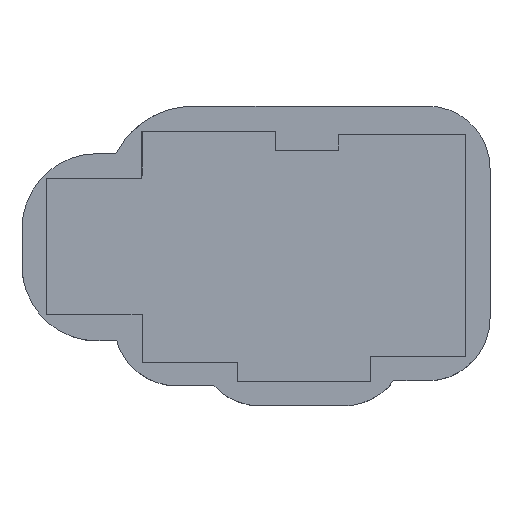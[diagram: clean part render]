
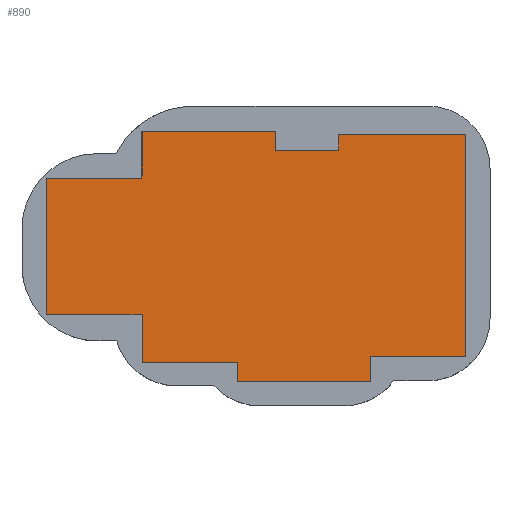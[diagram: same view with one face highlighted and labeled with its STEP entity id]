
A CAD part, top view. The second image highlights one B-rep face of the part: STEP entity #890.
In plain terms, the highlighted planar face has unit normal (0, 0, 1).
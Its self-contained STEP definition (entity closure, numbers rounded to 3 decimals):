
#64=FACE_OUTER_BOUND('',#111,.T.);
#111=EDGE_LOOP('',(#664,#665,#666,#667,#668,#669,#670,#671,#672,#673,#674,
#675,#676,#677,#678,#679,#680,#681,#682));
#144=LINE('',#1249,#255);
#147=LINE('',#1255,#258);
#150=LINE('',#1262,#261);
#154=LINE('',#1270,#265);
#157=LINE('',#1276,#268);
#160=LINE('',#1282,#271);
#180=LINE('',#1342,#291);
#184=LINE('',#1350,#295);
#187=LINE('',#1356,#298);
#190=LINE('',#1362,#301);
#193=LINE('',#1368,#304);
#200=LINE('',#1381,#311);
#201=LINE('',#1383,#312);
#202=LINE('',#1385,#313);
#203=LINE('',#1387,#314);
#204=LINE('',#1389,#315);
#205=LINE('',#1391,#316);
#206=LINE('',#1393,#317);
#207=LINE('',#1394,#318);
#255=VECTOR('',#1006,10.);
#258=VECTOR('',#1011,10.);
#261=VECTOR('',#1016,10.);
#265=VECTOR('',#1022,10.);
#268=VECTOR('',#1027,10.);
#271=VECTOR('',#1032,10.);
#291=VECTOR('',#1082,10.);
#295=VECTOR('',#1088,10.);
#298=VECTOR('',#1093,10.);
#301=VECTOR('',#1098,10.);
#304=VECTOR('',#1103,10.);
#311=VECTOR('',#1112,10.);
#312=VECTOR('',#1113,10.);
#313=VECTOR('',#1114,10.);
#314=VECTOR('',#1115,10.);
#315=VECTOR('',#1116,10.);
#316=VECTOR('',#1117,10.);
#317=VECTOR('',#1118,10.);
#318=VECTOR('',#1119,10.);
#365=VERTEX_POINT('',#1245);
#367=VERTEX_POINT('',#1248);
#369=VERTEX_POINT('',#1254);
#371=VERTEX_POINT('',#1260);
#372=VERTEX_POINT('',#1261);
#375=VERTEX_POINT('',#1269);
#377=VERTEX_POINT('',#1275);
#379=VERTEX_POINT('',#1281);
#404=VERTEX_POINT('',#1341);
#407=VERTEX_POINT('',#1349);
#409=VERTEX_POINT('',#1355);
#411=VERTEX_POINT('',#1361);
#413=VERTEX_POINT('',#1367);
#419=VERTEX_POINT('',#1382);
#420=VERTEX_POINT('',#1384);
#421=VERTEX_POINT('',#1386);
#422=VERTEX_POINT('',#1388);
#423=VERTEX_POINT('',#1390);
#424=VERTEX_POINT('',#1392);
#452=EDGE_CURVE('',#365,#367,#144,.T.);
#455=EDGE_CURVE('',#367,#369,#147,.T.);
#458=EDGE_CURVE('',#371,#372,#150,.T.);
#462=EDGE_CURVE('',#372,#375,#154,.T.);
#465=EDGE_CURVE('',#375,#377,#157,.T.);
#468=EDGE_CURVE('',#377,#379,#160,.T.);
#498=EDGE_CURVE('',#369,#404,#180,.T.);
#502=EDGE_CURVE('',#404,#407,#184,.T.);
#505=EDGE_CURVE('',#407,#409,#187,.T.);
#508=EDGE_CURVE('',#409,#411,#190,.T.);
#511=EDGE_CURVE('',#411,#413,#193,.T.);
#518=EDGE_CURVE('',#379,#365,#200,.T.);
#519=EDGE_CURVE('',#419,#371,#201,.T.);
#520=EDGE_CURVE('',#420,#419,#202,.T.);
#521=EDGE_CURVE('',#421,#420,#203,.T.);
#522=EDGE_CURVE('',#422,#421,#204,.T.);
#523=EDGE_CURVE('',#423,#422,#205,.T.);
#524=EDGE_CURVE('',#424,#423,#206,.T.);
#525=EDGE_CURVE('',#413,#424,#207,.T.);
#664=ORIENTED_EDGE('',*,*,#511,.F.);
#665=ORIENTED_EDGE('',*,*,#508,.F.);
#666=ORIENTED_EDGE('',*,*,#505,.F.);
#667=ORIENTED_EDGE('',*,*,#502,.F.);
#668=ORIENTED_EDGE('',*,*,#498,.F.);
#669=ORIENTED_EDGE('',*,*,#455,.F.);
#670=ORIENTED_EDGE('',*,*,#452,.F.);
#671=ORIENTED_EDGE('',*,*,#518,.F.);
#672=ORIENTED_EDGE('',*,*,#468,.F.);
#673=ORIENTED_EDGE('',*,*,#465,.F.);
#674=ORIENTED_EDGE('',*,*,#462,.F.);
#675=ORIENTED_EDGE('',*,*,#458,.F.);
#676=ORIENTED_EDGE('',*,*,#519,.F.);
#677=ORIENTED_EDGE('',*,*,#520,.F.);
#678=ORIENTED_EDGE('',*,*,#521,.F.);
#679=ORIENTED_EDGE('',*,*,#522,.F.);
#680=ORIENTED_EDGE('',*,*,#523,.F.);
#681=ORIENTED_EDGE('',*,*,#524,.F.);
#682=ORIENTED_EDGE('',*,*,#525,.F.);
#853=PLANE('',#960);
#890=ADVANCED_FACE('',(#64),#853,.T.);
#960=AXIS2_PLACEMENT_3D('',#1380,#1110,#1111);
#1006=DIRECTION('',(1.,0.,0.));
#1011=DIRECTION('',(0.,1.,0.));
#1016=DIRECTION('',(-1.,0.,0.));
#1022=DIRECTION('',(0.,1.,0.));
#1027=DIRECTION('',(1.,-0.021,0.));
#1032=DIRECTION('',(1.,0.,0.));
#1082=DIRECTION('',(1.,0.,0.));
#1088=DIRECTION('',(0.,-1.,0.));
#1093=DIRECTION('',(1.,0.,0.));
#1098=DIRECTION('',(0.,1.,0.));
#1103=DIRECTION('',(1.,0.,0.));
#1110=DIRECTION('center_axis',(0.,0.,1.));
#1111=DIRECTION('ref_axis',(1.,0.,0.));
#1112=DIRECTION('',(0.,1.,0.));
#1113=DIRECTION('',(0.,1.,0.));
#1114=DIRECTION('',(-1.,0.,0.));
#1115=DIRECTION('',(0.,1.,0.));
#1116=DIRECTION('',(-1.,0.,0.));
#1117=DIRECTION('',(0.,-1.,0.));
#1118=DIRECTION('',(-1.,0.,0.));
#1119=DIRECTION('',(0.,-1.,0.));
#1245=CARTESIAN_POINT('',(47.603,-34.808,-1.4));
#1248=CARTESIAN_POINT('',(47.626,-34.808,-1.4));
#1249=CARTESIAN_POINT('',(47.626,-34.808,-1.4));
#1254=CARTESIAN_POINT('',(47.626,-26.,-1.4));
#1255=CARTESIAN_POINT('',(47.626,-72.39,-1.4));
#1260=CARTESIAN_POINT('',(47.626,-62.808,-1.4));
#1261=CARTESIAN_POINT('',(28.495,-62.808,-1.4));
#1262=CARTESIAN_POINT('',(38.06,-62.808,-1.4));
#1269=CARTESIAN_POINT('',(28.495,-35.526,-1.4));
#1270=CARTESIAN_POINT('',(28.495,-62.808,-1.4));
#1275=CARTESIAN_POINT('',(30.106,-35.561,-1.4));
#1276=CARTESIAN_POINT('',(28.788,-35.532,-1.4));
#1281=CARTESIAN_POINT('',(47.603,-35.561,-1.4));
#1282=CARTESIAN_POINT('',(29.3,-35.561,-1.4));
#1341=CARTESIAN_POINT('',(74.315,-26.,-1.4));
#1342=CARTESIAN_POINT('',(47.615,-26.,-1.4));
#1349=CARTESIAN_POINT('',(74.315,-29.84,-1.4));
#1350=CARTESIAN_POINT('',(74.315,-51.1,-1.4));
#1355=CARTESIAN_POINT('',(87.,-29.84,-1.4));
#1356=CARTESIAN_POINT('',(70.494,-29.84,-1.4));
#1361=CARTESIAN_POINT('',(87.,-26.657,-1.4));
#1362=CARTESIAN_POINT('',(87.,-53.02,-1.4));
#1367=CARTESIAN_POINT('',(112.4,-26.657,-1.4));
#1368=CARTESIAN_POINT('',(90.171,-26.657,-1.4));
#1380=CARTESIAN_POINT('Origin',(93.341,-71.12,-1.4));
#1381=CARTESIAN_POINT('',(47.603,-49.184,-1.4));
#1382=CARTESIAN_POINT('',(47.626,-72.39,-1.4));
#1383=CARTESIAN_POINT('',(47.626,-72.39,-1.4));
#1384=CARTESIAN_POINT('',(66.673,-72.39,-1.4));
#1385=CARTESIAN_POINT('',(57.15,-72.39,-1.4));
#1386=CARTESIAN_POINT('',(66.673,-76.2,-1.4));
#1387=CARTESIAN_POINT('',(66.673,-76.2,-1.4));
#1388=CARTESIAN_POINT('',(93.341,-76.2,-1.4));
#1389=CARTESIAN_POINT('',(80.007,-76.2,-1.4));
#1390=CARTESIAN_POINT('',(93.341,-71.12,-1.4));
#1391=CARTESIAN_POINT('',(93.341,-73.66,-1.4));
#1392=CARTESIAN_POINT('',(112.4,-71.12,-1.4));
#1393=CARTESIAN_POINT('',(102.871,-71.12,-1.4));
#1394=CARTESIAN_POINT('',(112.4,-48.888,-1.4));
